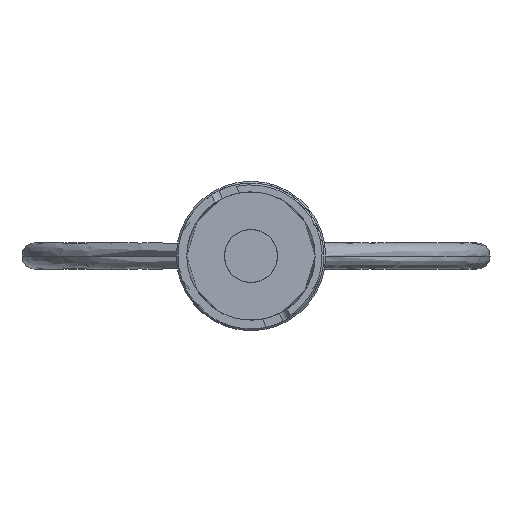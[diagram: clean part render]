
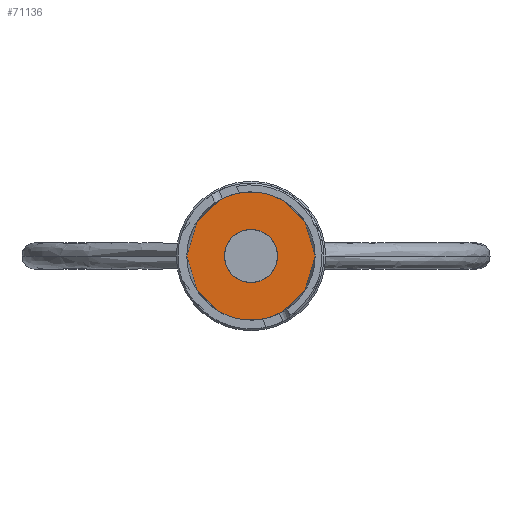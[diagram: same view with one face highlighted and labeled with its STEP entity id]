
A CAD part, front view. The second image highlights one B-rep face of the part: STEP entity #71136.
In plain terms, the highlighted free-form (B-spline) face has degree [1, 1] with [2, 2] control points.
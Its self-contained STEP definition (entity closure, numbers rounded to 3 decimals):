
#4928=CARTESIAN_POINT('',(1.375,162.,-2.653));
#4929=CARTESIAN_POINT('',(1.313,162.,-2.682));
#4930=CARTESIAN_POINT('',(1.193,162.,-2.731));
#4931=CARTESIAN_POINT('',(1.024,162.,-2.787));
#4932=CARTESIAN_POINT('',(0.866,162.,-2.827));
#4933=CARTESIAN_POINT('',(0.722,162.,-2.854));
#4934=CARTESIAN_POINT('',(0.591,162.,-2.871));
#4935=CARTESIAN_POINT('',(0.471,162.,-2.879));
#4936=CARTESIAN_POINT('',(0.362,162.,-2.881));
#4937=CARTESIAN_POINT('',(0.264,162.,-2.879));
#4938=CARTESIAN_POINT('',(0.175,162.,-2.872));
#4939=CARTESIAN_POINT('',(0.095,162.,-2.863));
#4940=CARTESIAN_POINT('',(0.023,162.,-2.852));
#4941=CARTESIAN_POINT('',(-0.043,162.,-2.84));
#4942=CARTESIAN_POINT('',(-0.103,162.,-2.826));
#4943=CARTESIAN_POINT('',(-0.16,162.,-2.812));
#4944=CARTESIAN_POINT('',(-0.212,162.,-2.796));
#4945=CARTESIAN_POINT('',(-0.26,162.,-2.779));
#4946=CARTESIAN_POINT('',(-0.304,162.,-2.763));
#4947=CARTESIAN_POINT('',(-0.345,162.,-2.745));
#4948=CARTESIAN_POINT('',(-0.382,162.,-2.728));
#4949=CARTESIAN_POINT('',(-0.416,162.,-2.711));
#4950=CARTESIAN_POINT('',(-0.446,162.,-2.693));
#4951=CARTESIAN_POINT('',(-0.474,162.,-2.675));
#4952=CARTESIAN_POINT('',(-0.499,162.,-2.658));
#4953=CARTESIAN_POINT('',(-0.521,162.,-2.64));
#4954=CARTESIAN_POINT('',(-0.539,162.,-2.623));
#4955=CARTESIAN_POINT('',(-0.555,162.,-2.605));
#4956=CARTESIAN_POINT('',(-0.567,162.,-2.588));
#4957=CARTESIAN_POINT('',(-0.576,162.,-2.57));
#4958=CARTESIAN_POINT('',(-0.58,162.,-2.552));
#4959=CARTESIAN_POINT('',(-0.58,162.,-2.541));
#4960=CARTESIAN_POINT('',(-0.579,162.,-2.535));
#8925=CARTESIAN_POINT('',(1.87,162.,-2.345));
#8926=CARTESIAN_POINT('',(1.82,162.,-2.386));
#8927=CARTESIAN_POINT('',(1.715,162.,-2.463));
#8928=CARTESIAN_POINT('',(1.549,162.,-2.566));
#8929=CARTESIAN_POINT('',(1.433,162.,-2.625));
#8930=CARTESIAN_POINT('',(1.375,162.,-2.653));
#9179=CARTESIAN_POINT('',(0.,162.,0.));
#9180=DIRECTION('',(0.,1.,0.));
#9181=DIRECTION('',(1.,0.,0.));
#9182=AXIS2_PLACEMENT_3D('',#9179,#9180,#9181);
#9184=CARTESIAN_POINT('',(0.,162.,0.));
#9185=DIRECTION('',(0.,-1.,0.));
#9186=DIRECTION('',(1.,0.,0.));
#9187=AXIS2_PLACEMENT_3D('',#9184,#9185,#9186);
#9189=CARTESIAN_POINT('',(2.6,162.,0.));
#9190=CARTESIAN_POINT('',(2.606,162.,0.));
#9191=CARTESIAN_POINT('',(2.617,162.,-0.002));
#9192=CARTESIAN_POINT('',(2.634,162.,-0.01));
#9193=CARTESIAN_POINT('',(2.649,162.,-0.023));
#9194=CARTESIAN_POINT('',(2.665,162.,-0.04));
#9195=CARTESIAN_POINT('',(2.679,162.,-0.06));
#9196=CARTESIAN_POINT('',(2.692,162.,-0.083));
#9197=CARTESIAN_POINT('',(2.704,162.,-0.109));
#9198=CARTESIAN_POINT('',(2.717,162.,-0.14));
#9199=CARTESIAN_POINT('',(2.728,162.,-0.173));
#9200=CARTESIAN_POINT('',(2.738,162.,-0.207));
#9201=CARTESIAN_POINT('',(2.747,162.,-0.243));
#9202=CARTESIAN_POINT('',(2.755,162.,-0.281));
#9203=CARTESIAN_POINT('',(2.762,162.,-0.322));
#9204=CARTESIAN_POINT('',(2.768,162.,-0.366));
#9205=CARTESIAN_POINT('',(2.773,162.,-0.415));
#9206=CARTESIAN_POINT('',(2.776,162.,-0.467));
#9207=CARTESIAN_POINT('',(2.778,162.,-0.526));
#9208=CARTESIAN_POINT('',(2.778,162.,-0.589));
#9209=CARTESIAN_POINT('',(2.776,162.,-0.659));
#9210=CARTESIAN_POINT('',(2.77,162.,-0.735));
#9211=CARTESIAN_POINT('',(2.76,162.,-0.818));
#9212=CARTESIAN_POINT('',(2.746,162.,-0.909));
#9213=CARTESIAN_POINT('',(2.725,162.,-1.009));
#9214=CARTESIAN_POINT('',(2.697,162.,-1.119));
#9215=CARTESIAN_POINT('',(2.659,162.,-1.238));
#9216=CARTESIAN_POINT('',(2.61,162.,-1.367));
#9217=CARTESIAN_POINT('',(2.547,162.,-1.508));
#9218=CARTESIAN_POINT('',(2.465,162.,-1.661));
#9219=CARTESIAN_POINT('',(2.36,162.,-1.827));
#9220=CARTESIAN_POINT('',(2.229,162.,-2.));
#9221=CARTESIAN_POINT('',(2.068,162.,-2.175));
#9222=CARTESIAN_POINT('',(1.94,162.,-2.29));
#9223=CARTESIAN_POINT('',(1.87,162.,-2.345));
#15737=CARTESIAN_POINT('',(0.,162.,0.));
#15738=DIRECTION('',(0.,1.,0.));
#15739=DIRECTION('',(-0.223,0.,-0.975));
#15740=AXIS2_PLACEMENT_3D('',#15737,#15738,#15739);
#15793=CARTESIAN_POINT('',(7.3,162.,0.));
#15794=CARTESIAN_POINT('',(-7.3,162.,0.));
#15795=VERTEX_POINT('',#15793);
#15796=VERTEX_POINT('',#15794);
#15897=VERTEX_POINT('',#9189);
#15898=VERTEX_POINT('',#9223);
#15900=VERTEX_POINT('',#8930);
#15907=VERTEX_POINT('',#4960);
#71119=CARTESIAN_POINT('',(7.592,162.,7.592));
#71120=CARTESIAN_POINT('',(7.592,162.,-7.592));
#71121=CARTESIAN_POINT('',(-7.592,162.,7.592));
#71122=CARTESIAN_POINT('',(-7.592,162.,-7.592));
#71123=B_SPLINE_SURFACE_WITH_KNOTS('',1,1,((#71119,#71120),(#71121,#71122)),
.UNSPECIFIED.,.F.,.F.,.F.,(2,2),(2,2),(-7.592,7.592),(-7.592,7.592),
.UNSPECIFIED.);
#71124=ORIENTED_EDGE('',*,*,#15942,.T.);
#71125=ORIENTED_EDGE('',*,*,#16245,.F.);
#71126=EDGE_LOOP('',(#71124,#71125));
#71127=FACE_OUTER_BOUND('',#71126,.F.);
#71129=ORIENTED_EDGE('',*,*,#71128,.F.);
#71131=ORIENTED_EDGE('',*,*,#71130,.F.);
#71132=ORIENTED_EDGE('',*,*,#22710,.F.);
#71133=ORIENTED_EDGE('',*,*,#71100,.F.);
#71134=EDGE_LOOP('',(#71129,#71131,#71132,#71133));
#71135=FACE_BOUND('',#71134,.F.);
#71136=ADVANCED_FACE('',(#71127,#71135),#71123,.T.);
#4961=B_SPLINE_CURVE_WITH_KNOTS('',3,(#4928,#4929,#4930,#4931,#4932,#4933,#4934,
#4935,#4936,#4937,#4938,#4939,#4940,#4941,#4942,#4943,#4944,#4945,#4946,#4947,
#4948,#4949,#4950,#4951,#4952,#4953,#4954,#4955,#4956,#4957,#4958,#4959,#4960),
.UNSPECIFIED.,.F.,.F.,(4,1,1,1,1,1,1,1,1,1,1,1,1,1,1,1,1,1,1,1,1,1,1,1,1,1,1,1,
1,1,4),(0.,0.033,0.067,0.1,0.133,
0.167,0.2,0.233,0.267,0.3,
0.333,0.367,0.4,0.433,0.467,
0.5,0.533,0.567,0.6,0.633,
0.667,0.7,0.733,0.767,0.8,
0.833,0.867,0.9,0.933,0.967,
1.),.UNSPECIFIED.);
#8931=B_SPLINE_CURVE_WITH_KNOTS('',3,(#8925,#8926,#8927,#8928,#8929,#8930),
.UNSPECIFIED.,.F.,.F.,(4,1,1,4),(0.,0.333,0.667,1.),
.UNSPECIFIED.);
#9183=CIRCLE('',#9182,7.3);
#9188=CIRCLE('',#9187,7.3);
#9224=B_SPLINE_CURVE_WITH_KNOTS('',3,(#9189,#9190,#9191,#9192,#9193,#9194,#9195,
#9196,#9197,#9198,#9199,#9200,#9201,#9202,#9203,#9204,#9205,#9206,#9207,#9208,
#9209,#9210,#9211,#9212,#9213,#9214,#9215,#9216,#9217,#9218,#9219,#9220,#9221,
#9222,#9223),.UNSPECIFIED.,.F.,.F.,(4,1,1,1,1,1,1,1,1,1,1,1,1,1,1,1,1,1,1,1,1,1,
1,1,1,1,1,1,1,1,1,1,4),(0.,0.031,0.063,0.094,0.125,0.156,
0.188,0.219,0.25,0.281,0.313,0.344,0.375,0.406,
0.438,0.469,0.5,0.531,0.563,0.594,0.625,0.656,
0.688,0.719,0.75,0.781,0.813,0.844,0.875,0.906,
0.938,0.969,1.),.UNSPECIFIED.);
#15741=CIRCLE('',#15740,2.6);
#15942=EDGE_CURVE('',#15795,#15796,#9183,.T.);
#16245=EDGE_CURVE('',#15795,#15796,#9188,.T.);
#22710=EDGE_CURVE('',#15900,#15907,#4961,.T.);
#71100=EDGE_CURVE('',#15898,#15900,#8931,.T.);
#71128=EDGE_CURVE('',#15897,#15898,#9224,.T.);
#71130=EDGE_CURVE('',#15907,#15897,#15741,.T.);
